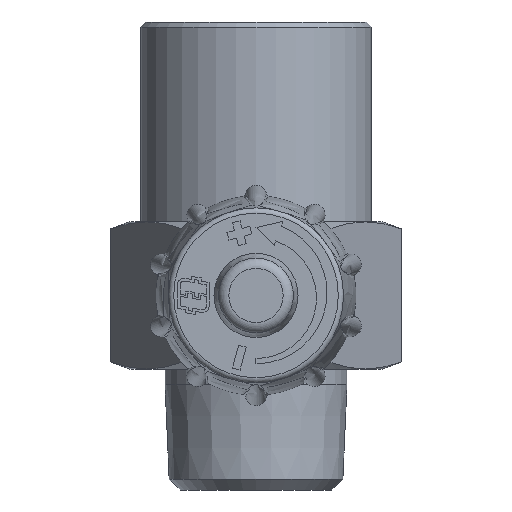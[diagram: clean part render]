
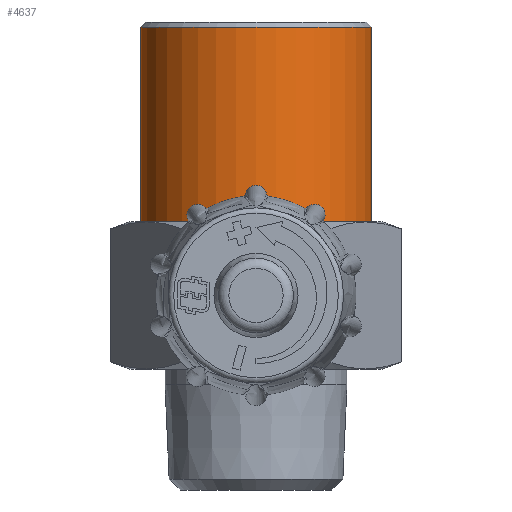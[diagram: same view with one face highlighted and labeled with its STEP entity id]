
A CAD part, front view. The second image highlights one B-rep face of the part: STEP entity #4637.
In plain terms, the highlighted cylindrical face has radius 11 mm (diameter 22 mm), a full revolution.
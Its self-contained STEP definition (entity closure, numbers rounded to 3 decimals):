
#1665=ORIENTED_EDGE('',*,*,#2133,.T.);
#1666=ORIENTED_EDGE('',*,*,#2132,.T.);
#2132=EDGE_CURVE('',#2429,#2429,#2552,.T.);
#2133=EDGE_CURVE('',#2430,#2430,#2553,.F.);
#2429=VERTEX_POINT('',#9415);
#2430=VERTEX_POINT('',#9418);
#2552=CIRCLE('',#4918,11.);
#2553=CIRCLE('',#4920,11.);
#2780=EDGE_LOOP('',(#1665));
#2781=EDGE_LOOP('',(#1666));
#3013=FACE_BOUND('',#2780,.T.);
#3014=FACE_BOUND('',#2781,.T.);
#3039=CYLINDRICAL_SURFACE('',#4919,11.);
#4637=ADVANCED_FACE('',(#3013,#3014),#3039,.T.);
#4918=AXIS2_PLACEMENT_3D('',#9414,#5679,#5680);
#4919=AXIS2_PLACEMENT_3D('',#9416,#5681,#5682);
#4920=AXIS2_PLACEMENT_3D('',#9417,#5683,#5684);
#5679=DIRECTION('',(0.,0.,1.));
#5680=DIRECTION('',(1.,0.,0.));
#5681=DIRECTION('',(0.,0.,1.));
#5682=DIRECTION('',(1.,0.,0.));
#5683=DIRECTION('',(0.,0.,1.));
#5684=DIRECTION('',(1.,0.,0.));
#9414=CARTESIAN_POINT('',(0.,0.,25.5));
#9415=CARTESIAN_POINT('',(11.,0.,25.5));
#9416=CARTESIAN_POINT('',(0.,0.,25.5));
#9417=CARTESIAN_POINT('',(0.,0.,44.));
#9418=CARTESIAN_POINT('',(11.,0.,44.));
